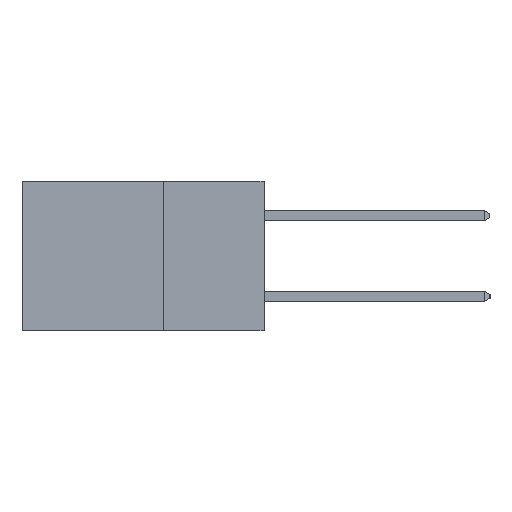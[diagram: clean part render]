
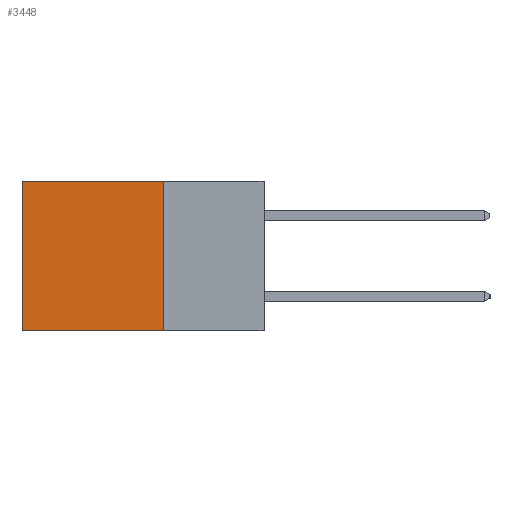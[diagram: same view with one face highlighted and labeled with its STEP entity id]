
A CAD part, left-side view. The second image highlights one B-rep face of the part: STEP entity #3448.
In plain terms, the highlighted planar face has unit normal (-1, 0, 0).
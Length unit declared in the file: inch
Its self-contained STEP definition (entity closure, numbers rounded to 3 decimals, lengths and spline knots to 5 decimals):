
#555 = ORIENTED_EDGE ( 'NONE', *, *, #7449, .F. ) ;
#599 = VECTOR ( 'NONE', #13640, 39.37008 ) ;
#729 = ORIENTED_EDGE ( 'NONE', *, *, #4951, .F. ) ;
#982 = LINE ( 'NONE', #13994, #599 ) ;
#1430 = ORIENTED_EDGE ( 'NONE', *, *, #1737, .T. ) ;
#1737 = EDGE_CURVE ( 'NONE', #10430, #3550, #982, .T. ) ;
#2140 = DIRECTION ( 'NONE',  ( 0., 1., 0. ) ) ;
#2445 = CARTESIAN_POINT ( 'NONE',  ( 0.2615, 0.25, 0. ) ) ;
#3138 = EDGE_LOOP ( 'NONE', ( #1430, #729, #555, #4924 ) ) ;
#3448 = ADVANCED_FACE ( 'NONE', ( #9490 ), #9263, .F. ) ;
#3550 = VERTEX_POINT ( 'NONE', #5321 ) ;
#3721 = AXIS2_PLACEMENT_3D ( 'NONE', #8091, #8069, #8018 ) ;
#4836 = VECTOR ( 'NONE', #7286, 39.37008 ) ;
#4924 = ORIENTED_EDGE ( 'NONE', *, *, #12679, .T. ) ;
#4951 = EDGE_CURVE ( 'NONE', #10780, #3550, #10628, .T. ) ;
#5321 = CARTESIAN_POINT ( 'NONE',  ( 0.2615, 0.6, -0.37 ) ) ;
#7286 = DIRECTION ( 'NONE',  ( 0., 1., 0. ) ) ;
#7347 = CARTESIAN_POINT ( 'NONE',  ( 0.2615, 0.25, -0.37 ) ) ;
#7449 = EDGE_CURVE ( 'NONE', #8319, #10780, #8871, .T. ) ;
#8018 = DIRECTION ( 'NONE',  ( 0., 0., -1. ) ) ;
#8069 = DIRECTION ( 'NONE',  ( 1., 0., 0. ) ) ;
#8091 = CARTESIAN_POINT ( 'NONE',  ( 0.2615, 0.25, -0.37 ) ) ;
#8319 = VERTEX_POINT ( 'NONE', #8681 ) ;
#8681 = CARTESIAN_POINT ( 'NONE',  ( 0.2615, 0.25, 0. ) ) ;
#8871 = LINE ( 'NONE', #14306, #9594 ) ;
#9263 = PLANE ( 'NONE',  #3721 ) ;
#9490 = FACE_OUTER_BOUND ( 'NONE', #3138, .T. ) ;
#9594 = VECTOR ( 'NONE', #14004, 39.37008 ) ;
#9801 = LINE ( 'NONE', #2445, #12963 ) ;
#10430 = VERTEX_POINT ( 'NONE', #11632 ) ;
#10628 = LINE ( 'NONE', #7347, #4836 ) ;
#10780 = VERTEX_POINT ( 'NONE', #13489 ) ;
#11632 = CARTESIAN_POINT ( 'NONE',  ( 0.2615, 0.6, 0. ) ) ;
#12679 = EDGE_CURVE ( 'NONE', #8319, #10430, #9801, .T. ) ;
#12963 = VECTOR ( 'NONE', #2140, 39.37008 ) ;
#13489 = CARTESIAN_POINT ( 'NONE',  ( 0.2615, 0.25, -0.37 ) ) ;
#13640 = DIRECTION ( 'NONE',  ( 0., 0., -1. ) ) ;
#13994 = CARTESIAN_POINT ( 'NONE',  ( 0.2615, 0.6, -0.37 ) ) ;
#14004 = DIRECTION ( 'NONE',  ( 0., 0., -1. ) ) ;
#14306 = CARTESIAN_POINT ( 'NONE',  ( 0.2615, 0.25, -0.37 ) ) ;
